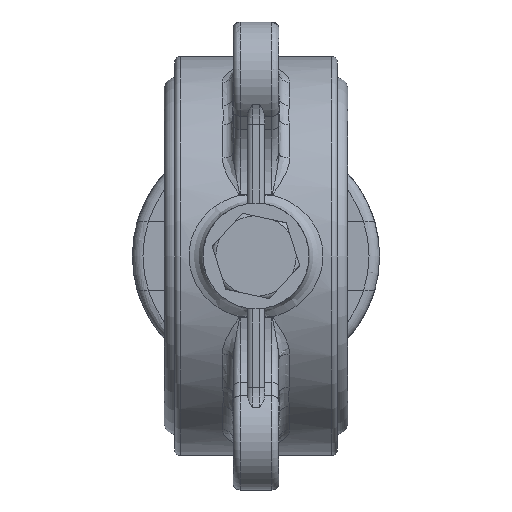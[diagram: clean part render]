
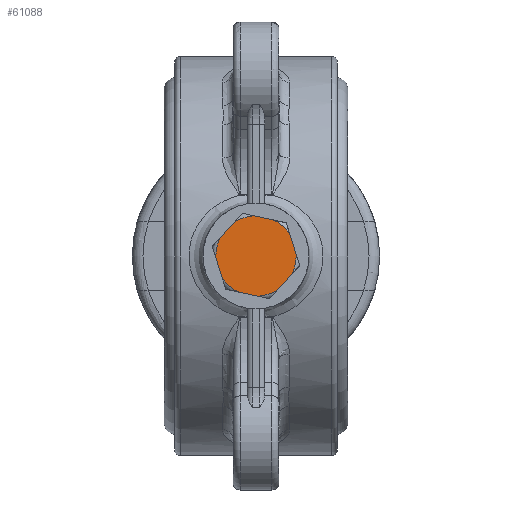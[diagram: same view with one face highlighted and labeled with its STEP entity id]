
A CAD part, front view. The second image highlights one B-rep face of the part: STEP entity #61088.
In plain terms, the highlighted planar face has unit normal (0, -1, 0).
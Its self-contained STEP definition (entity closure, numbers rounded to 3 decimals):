
#255 = DIRECTION ( 'NONE',  ( -0.301, 0., 0.954 ) ) ;
#359 = CARTESIAN_POINT ( 'NONE',  ( 0., -77., 0. ) ) ;
#1537 = ORIENTED_EDGE ( 'NONE', *, *, #15277, .T. ) ;
#1598 = EDGE_CURVE ( 'NONE', #75945, #7337, #31450, .T. ) ;
#2524 = EDGE_CURVE ( 'NONE', #20961, #50117, #13760, .T. ) ;
#4629 = VECTOR ( 'NONE', #255, 1000. ) ;
#4832 = AXIS2_PLACEMENT_3D ( 'NONE', #73299, #52546, #13841 ) ;
#5532 = ORIENTED_EDGE ( 'NONE', *, *, #61874, .T. ) ;
#5534 = DIRECTION ( 'NONE',  ( 0., -1., 0. ) ) ;
#6842 = CARTESIAN_POINT ( 'NONE',  ( -11.383, -77., -0.481 ) ) ;
#7337 = VERTEX_POINT ( 'NONE', #8838 ) ;
#7492 = CARTESIAN_POINT ( 'NONE',  ( 12.401, -77., -2.747 ) ) ;
#7632 = DIRECTION ( 'NONE',  ( 0., -1., 0. ) ) ;
#8838 = CARTESIAN_POINT ( 'NONE',  ( -5.274, -77., -10.098 ) ) ;
#8973 = CARTESIAN_POINT ( 'NONE',  ( -9.598, -77., -6.138 ) ) ;
#9004 = CARTESIAN_POINT ( 'NONE',  ( 3.822, -77., -12.113 ) ) ;
#10025 = VECTOR ( 'NONE', #34928, 1000. ) ;
#12596 = VERTEX_POINT ( 'NONE', #72501 ) ;
#13535 = DIRECTION ( 'NONE',  ( 0., -1., 0. ) ) ;
#13760 = CIRCLE ( 'NONE', #79153, 11.393 ) ;
#13841 = DIRECTION ( 'NONE',  ( 0.216, 0., 0.976 ) ) ;
#14932 = PLANE ( 'NONE',  #55758 ) ;
#15277 = EDGE_CURVE ( 'NONE', #73130, #68059, #15377, .T. ) ;
#15356 = FACE_OUTER_BOUND ( 'NONE', #43908, .T. ) ;
#15377 = LINE ( 'NONE', #9004, #10025 ) ;
#16505 = EDGE_CURVE ( 'NONE', #45323, #12596, #31259, .T. ) ;
#16784 = EDGE_CURVE ( 'NONE', #22965, #73130, #53825, .T. ) ;
#18822 = CARTESIAN_POINT ( 'NONE',  ( -10.115, -77., 5.243 ) ) ;
#20067 = DIRECTION ( 'NONE',  ( -0.675, 0., -0.737 ) ) ;
#20154 = DIRECTION ( 'NONE',  ( 0., -1., 0. ) ) ;
#20961 = VERTEX_POINT ( 'NONE', #18822 ) ;
#22965 = VERTEX_POINT ( 'NONE', #30407 ) ;
#23285 = EDGE_CURVE ( 'NONE', #12596, #42855, #77205, .T. ) ;
#23520 = LINE ( 'NONE', #36292, #49080 ) ;
#23975 = CARTESIAN_POINT ( 'NONE',  ( 0., -77., 0. ) ) ;
#25083 = CARTESIAN_POINT ( 'NONE',  ( 0., -77., 0. ) ) ;
#25909 = EDGE_CURVE ( 'NONE', #50117, #75945, #76458, .T. ) ;
#26314 = CARTESIAN_POINT ( 'NONE',  ( 6.108, -77., -9.617 ) ) ;
#26497 = VERTEX_POINT ( 'NONE', #75843 ) ;
#26551 = VECTOR ( 'NONE', #57234, 1000. ) ;
#27166 = DIRECTION ( 'NONE',  ( 0.216, 0., 0.976 ) ) ;
#27866 = CIRCLE ( 'NONE', #4832, 11.393 ) ;
#30407 = CARTESIAN_POINT ( 'NONE',  ( 0.516, -77., -11.381 ) ) ;
#30848 = CARTESIAN_POINT ( 'NONE',  ( 8.579, -77., 9.366 ) ) ;
#31259 = LINE ( 'NONE', #30848, #26551 ) ;
#31450 = CIRCLE ( 'NONE', #50509, 11.393 ) ;
#33322 = CARTESIAN_POINT ( 'NONE',  ( 10.115, -77., -5.243 ) ) ;
#33450 = ORIENTED_EDGE ( 'NONE', *, *, #45348, .T. ) ;
#34484 = CARTESIAN_POINT ( 'NONE',  ( -12.401, -77., 2.747 ) ) ;
#34928 = DIRECTION ( 'NONE',  ( 0.675, 0., 0.737 ) ) ;
#36292 = CARTESIAN_POINT ( 'NONE',  ( -8.579, -77., -9.366 ) ) ;
#40354 = CARTESIAN_POINT ( 'NONE',  ( 0., -77., 0. ) ) ;
#41004 = DIRECTION ( 'NONE',  ( 0.976, 0., -0.216 ) ) ;
#41011 = VECTOR ( 'NONE', #69238, 1000. ) ;
#42855 = VERTEX_POINT ( 'NONE', #45088 ) ;
#43908 = EDGE_LOOP ( 'NONE', ( #54367, #69752, #67119, #52989, #66598, #79307, #5532, #58248, #1537, #64581, #33450, #60115 ) ) ;
#44529 = LINE ( 'NONE', #7492, #4629 ) ;
#44819 = DIRECTION ( 'NONE',  ( 0.216, 0., 0.976 ) ) ;
#45088 = CARTESIAN_POINT ( 'NONE',  ( -6.108, -77., 9.617 ) ) ;
#45323 = VERTEX_POINT ( 'NONE', #76782 ) ;
#45348 = EDGE_CURVE ( 'NONE', #26497, #77461, #44529, .T. ) ;
#45718 = AXIS2_PLACEMENT_3D ( 'NONE', #23975, #51169, #44819 ) ;
#47404 = AXIS2_PLACEMENT_3D ( 'NONE', #359, #13535, #79855 ) ;
#48047 = VECTOR ( 'NONE', #20067, 1000. ) ;
#49080 = VECTOR ( 'NONE', #41004, 1000. ) ;
#50117 = VERTEX_POINT ( 'NONE', #6842 ) ;
#50509 = AXIS2_PLACEMENT_3D ( 'NONE', #67931, #67515, #55190 ) ;
#50987 = EDGE_CURVE ( 'NONE', #68059, #26497, #65025, .T. ) ;
#51169 = DIRECTION ( 'NONE',  ( 0., -1., 0. ) ) ;
#51452 = DIRECTION ( 'NONE',  ( 0.216, 0., 0.976 ) ) ;
#52546 = DIRECTION ( 'NONE',  ( 0., -1., 0. ) ) ;
#52830 = LINE ( 'NONE', #72344, #48047 ) ;
#52989 = ORIENTED_EDGE ( 'NONE', *, *, #2524, .T. ) ;
#53825 = CIRCLE ( 'NONE', #45718, 11.393 ) ;
#54367 = ORIENTED_EDGE ( 'NONE', *, *, #16505, .T. ) ;
#55190 = DIRECTION ( 'NONE',  ( 0.216, 0., 0.976 ) ) ;
#55758 = AXIS2_PLACEMENT_3D ( 'NONE', #34484, #20154, #80416 ) ;
#57234 = DIRECTION ( 'NONE',  ( -0.976, 0., 0.216 ) ) ;
#58248 = ORIENTED_EDGE ( 'NONE', *, *, #16784, .T. ) ;
#59603 = AXIS2_PLACEMENT_3D ( 'NONE', #40354, #7632, #27166 ) ;
#60115 = ORIENTED_EDGE ( 'NONE', *, *, #66059, .T. ) ;
#61088 = ADVANCED_FACE ( 'NONE', ( #15356 ), #14932, .T. ) ;
#61874 = EDGE_CURVE ( 'NONE', #7337, #22965, #23520, .T. ) ;
#63315 = CARTESIAN_POINT ( 'NONE',  ( -12.401, -77., 2.747 ) ) ;
#64581 = ORIENTED_EDGE ( 'NONE', *, *, #50987, .T. ) ;
#65025 = CIRCLE ( 'NONE', #47404, 11.393 ) ;
#66059 = EDGE_CURVE ( 'NONE', #77461, #45323, #27866, .T. ) ;
#66598 = ORIENTED_EDGE ( 'NONE', *, *, #25909, .T. ) ;
#67119 = ORIENTED_EDGE ( 'NONE', *, *, #75127, .T. ) ;
#67515 = DIRECTION ( 'NONE',  ( 0., -1., 0. ) ) ;
#67931 = CARTESIAN_POINT ( 'NONE',  ( 0., -77., 0. ) ) ;
#68059 = VERTEX_POINT ( 'NONE', #33322 ) ;
#69238 = DIRECTION ( 'NONE',  ( 0.301, 0., -0.954 ) ) ;
#69752 = ORIENTED_EDGE ( 'NONE', *, *, #23285, .T. ) ;
#72344 = CARTESIAN_POINT ( 'NONE',  ( -3.822, -77., 12.113 ) ) ;
#72501 = CARTESIAN_POINT ( 'NONE',  ( -0.516, -77., 11.381 ) ) ;
#73130 = VERTEX_POINT ( 'NONE', #26314 ) ;
#73136 = CARTESIAN_POINT ( 'NONE',  ( 9.598, -77., 6.138 ) ) ;
#73299 = CARTESIAN_POINT ( 'NONE',  ( 0., -77., 0. ) ) ;
#75127 = EDGE_CURVE ( 'NONE', #42855, #20961, #52830, .T. ) ;
#75843 = CARTESIAN_POINT ( 'NONE',  ( 11.383, -77., 0.481 ) ) ;
#75945 = VERTEX_POINT ( 'NONE', #8973 ) ;
#76458 = LINE ( 'NONE', #63315, #41011 ) ;
#76782 = CARTESIAN_POINT ( 'NONE',  ( 5.274, -77., 10.098 ) ) ;
#77205 = CIRCLE ( 'NONE', #59603, 11.393 ) ;
#77461 = VERTEX_POINT ( 'NONE', #73136 ) ;
#79153 = AXIS2_PLACEMENT_3D ( 'NONE', #25083, #5534, #51452 ) ;
#79307 = ORIENTED_EDGE ( 'NONE', *, *, #1598, .T. ) ;
#79855 = DIRECTION ( 'NONE',  ( 0.216, 0., 0.976 ) ) ;
#80416 = DIRECTION ( 'NONE',  ( 0.216, 0., 0.976 ) ) ;
